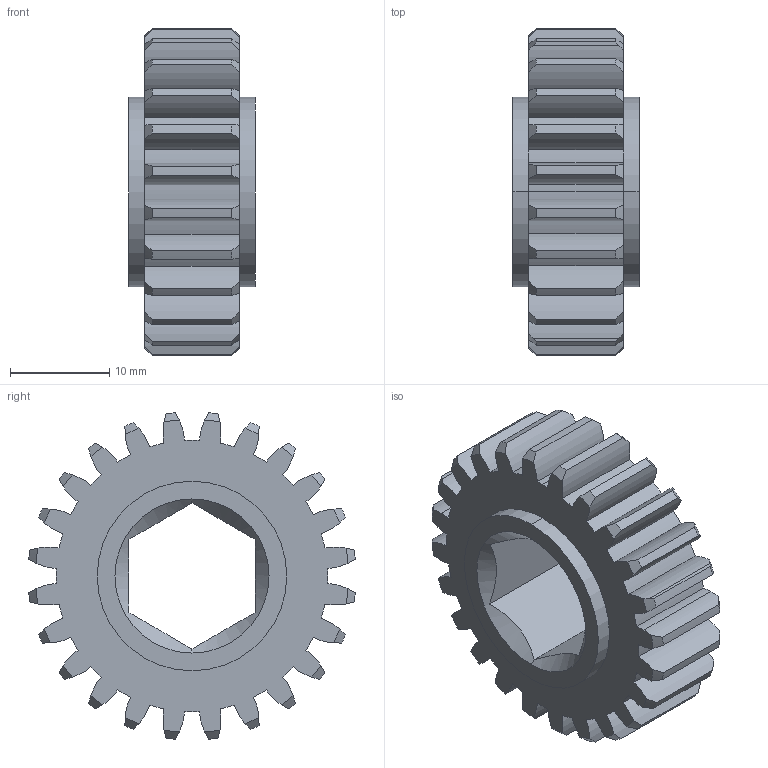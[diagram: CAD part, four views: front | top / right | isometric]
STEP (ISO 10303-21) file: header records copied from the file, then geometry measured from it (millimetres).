
FILE_DESCRIPTION (( 'STEP AP203' ), '1' );
FILE_NAME ('am-4214 24T 20DP 500hex 375 FW.STEP', '2022-06-30T16:05:02', ( '' ), ( '' ), 'SwSTEP 2.0', 'SolidWorks 2022', '' );
FILE_SCHEMA (( 'CONFIG_CONTROL_DESIGN' ));
Length unit declared in the file: inch
Products named in the file (1): am-4214 24T 20DP 500hex 375 FW
Bounding box: 12.7 x 32.84 x 32.84 mm (x, y, z)
Volume: 5792.6 mm3; surface area: 3687.8 mm2
Topology: 1 solids, 1 shells, 167 faces, 485 edges, 322 vertices
Faces by surface type: cylinder 105, cone 52, plane 10
Entity records: 5944 total; most frequent: CARTESIAN_POINT 1415, ORIENTED_EDGE 970, DIRECTION 967, EDGE_CURVE 485, AXIS2_PLACEMENT_3D 426, VERTEX_POINT 322, CIRCLE 258, EDGE_LOOP 171
